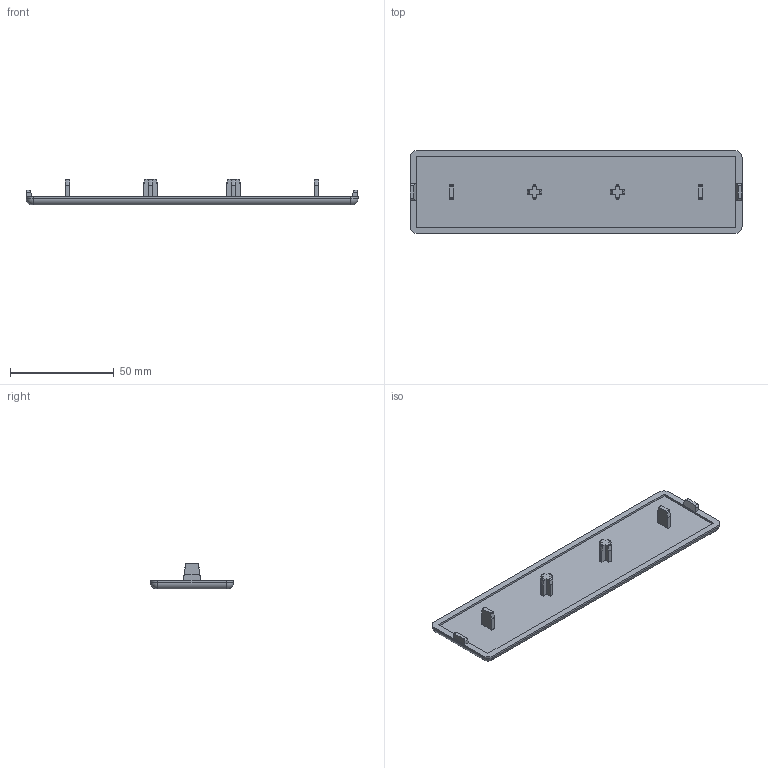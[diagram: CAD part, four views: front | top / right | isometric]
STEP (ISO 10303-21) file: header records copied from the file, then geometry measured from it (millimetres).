
FILE_DESCRIPTION(('STEP AP214'),'1');
FILE_NAME('fath_091209.stp','2017-04-13T19:16:28',('TraceParts'),('TraceParts S.A.'),'Spatial InterOp 3D',' ',' ');
FILE_SCHEMA(('automotive_design'));
Length unit declared in the file: millimetre
Products named in the file (1): fath_091209
Bounding box: 160 x 40 x 12.5 mm (x, y, z)
Volume: 20358 mm3; surface area: 15126.7 mm2
Topology: 1 solids, 1 shells, 109 faces, 286 edges, 184 vertices
Faces by surface type: plane 45, cylinder 28, torus 20, cone 16
Entity records: 4345 total; most frequent: CARTESIAN_POINT 784, ORIENTED_EDGE 572, DIRECTION 546, EDGE_CURVE 286, AXIS2_PLACEMENT_3D 202, VERTEX_POINT 184, LINE 142, VECTOR 142
